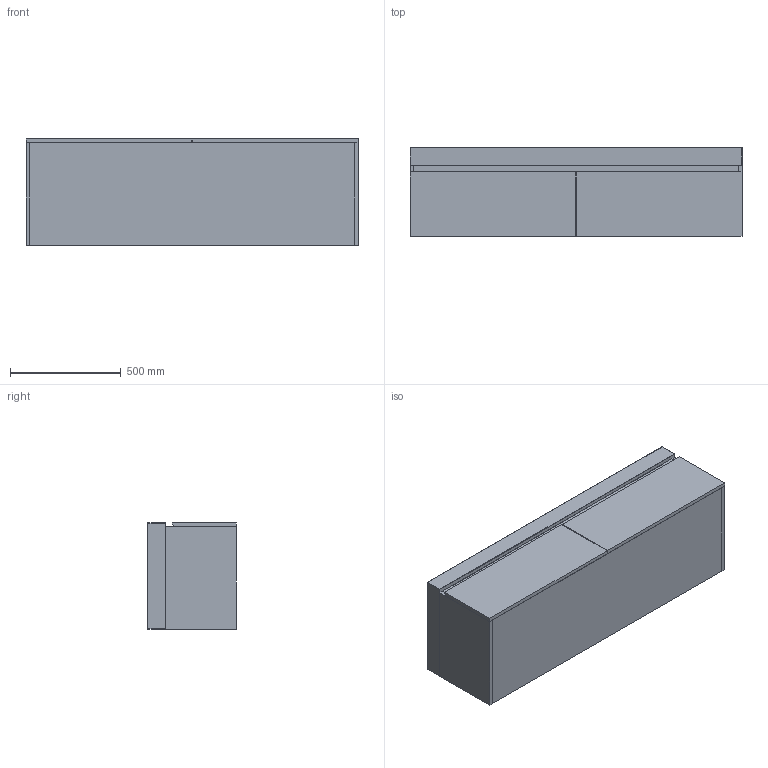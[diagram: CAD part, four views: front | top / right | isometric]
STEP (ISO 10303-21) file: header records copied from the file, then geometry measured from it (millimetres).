
FILE_DESCRIPTION((''),'2;1');
FILE_NAME('KADO_LUSSI_1500_CABINET_B_ASM','2020-10-22T18:15:15',('ipelchen'),(''),'CREO PARAMETRIC BY PTC INC, 2018190','CREO PARAMETRIC BY PTC INC, 2018190','');
FILE_SCHEMA(('CONFIG_CONTROL_DESIGN'));
Length unit declared in the file: millimetre
Products named in the file (15): KADO_LUSSI_1500_CARCASS_B; KADO_LUSSI_1500_CAB_FRONTP_B; KADO_LUSSI_1500_CAB_SIDEP_B; KADO_LUSSI_1500_CAB_FP-BOT_B; KADO_LUSSI_1500_CARCASS_TOP; KADO_LUSSI_1500_CARCASS_MID_B; KADO_LUSSI_DRAWER_WASTE_LEFT_B; KADO_LUSSI_1500_DRAWER_B; KADO_LUSSI_1500_OFFSET_C_LIGHT; KADOLUSSI_WASTE_TESTING_ONLY__; KADOLUSSI_WASTE_TOPSEAL__; KADO_SS_CAP__; KADO_LUSSI_WASTE_ASM_ASM; 1500_OFFSET_C_RENDER_ASM; KADO_LUSSI_1500_CABINET_B_ASM
Assembly tree (16 placements, depth 4):
  KADO_LUSSI_1500_CABINET_B_ASM
    KADO_LUSSI_1500_CARCASS_B
    KADO_LUSSI_1500_CAB_FRONTP_B
    KADO_LUSSI_1500_CAB_SIDEP_B  x2
    KADO_LUSSI_1500_CAB_FP-BOT_B  x2
    KADO_LUSSI_1500_CARCASS_TOP
    KADO_LUSSI_1500_CARCASS_MID_B
    KADO_LUSSI_DRAWER_WASTE_LEFT_B
    KADO_LUSSI_1500_DRAWER_B
    1500_OFFSET_C_RENDER_ASM
      KADO_LUSSI_1500_OFFSET_C_LIGHT
      KADO_LUSSI_WASTE_ASM_ASM
        KADOLUSSI_WASTE_TESTING_ONLY__
        KADOLUSSI_WASTE_TOPSEAL__
        KADO_SS_CAP__
Bounding box: 1500 x 400 x 480 mm (x, y, z)
Volume: 110179512.3 mm3; surface area: 10306342.6 mm2
Topology: 14 solids, 14 shells, 372 faces, 885 edges, 543 vertices
Faces by surface type: plane 176, cylinder 94, bspline 50, torus 27, cone 11, sphere 10, extrusion 4
Entity records: 15750 total; most frequent: CARTESIAN_POINT 7339, ORIENTED_EDGE 1718, DIRECTION 1644, EDGE_CURVE 859, AXIS2_PLACEMENT_3D 576, VERTEX_POINT 527, VECTOR 492, LINE 488
